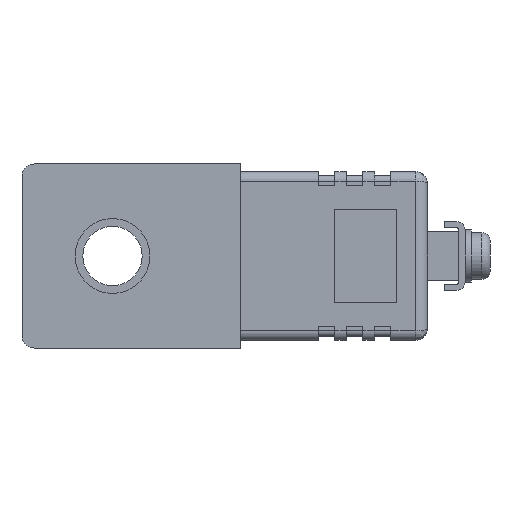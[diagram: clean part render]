
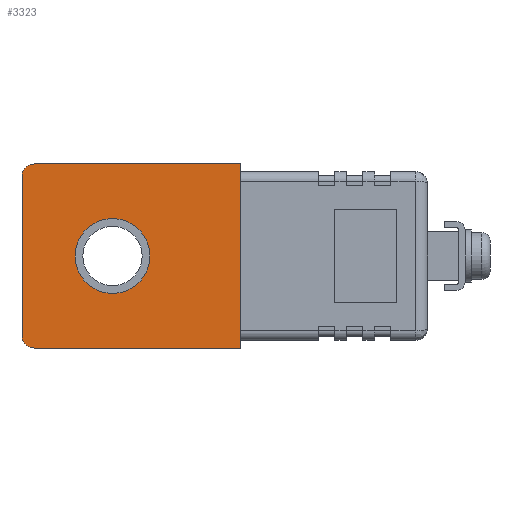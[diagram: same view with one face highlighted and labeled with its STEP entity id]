
A CAD part, front view. The second image highlights one B-rep face of the part: STEP entity #3323.
In plain terms, the highlighted planar face has unit normal (0, -1, 0).
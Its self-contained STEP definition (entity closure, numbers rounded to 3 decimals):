
#66 = FACE_OUTER_BOUND ( 'NONE', #5505, .T. ) ;
#264 = DIRECTION ( 'NONE',  ( 0., 0., -1. ) ) ;
#586 = CARTESIAN_POINT ( 'NONE',  ( -20.5, -15., -6. ) ) ;
#661 = DIRECTION ( 'NONE',  ( 0., 0., -1. ) ) ;
#688 = VERTEX_POINT ( 'NONE', #7134 ) ;
#707 = ORIENTED_EDGE ( 'NONE', *, *, #7223, .T. ) ;
#717 = ORIENTED_EDGE ( 'NONE', *, *, #5030, .F. ) ;
#819 = VECTOR ( 'NONE', #3441, 1000. ) ;
#874 = EDGE_CURVE ( 'NONE', #688, #4297, #2317, .T. ) ;
#909 = EDGE_CURVE ( 'NONE', #688, #6931, #2961, .T. ) ;
#1081 = ORIENTED_EDGE ( 'NONE', *, *, #909, .F. ) ;
#1083 = DIRECTION ( 'NONE',  ( 0., 0., -1. ) ) ;
#1225 = VERTEX_POINT ( 'NONE', #586 ) ;
#1640 = DIRECTION ( 'NONE',  ( 0., -1., 0. ) ) ;
#1664 = EDGE_CURVE ( 'NONE', #4297, #3747, #3205, .T. ) ;
#1788 = VERTEX_POINT ( 'NONE', #5028 ) ;
#1871 = CARTESIAN_POINT ( 'NONE',  ( -33.05, -15., -14.75 ) ) ;
#2317 = CIRCLE ( 'NONE', #4489, 1.95 ) ;
#2443 = FACE_BOUND ( 'NONE', #7718, .T. ) ;
#2611 = DIRECTION ( 'NONE',  ( 1., 0., 0. ) ) ;
#2703 = CARTESIAN_POINT ( 'NONE',  ( -20.5, -15., 0. ) ) ;
#2719 = CARTESIAN_POINT ( 'NONE',  ( -33.05, -15., 12.8 ) ) ;
#2776 = LINE ( 'NONE', #3162, #6511 ) ;
#2961 = LINE ( 'NONE', #5087, #3971 ) ;
#3109 = CARTESIAN_POINT ( 'NONE',  ( -35., -15., 14.75 ) ) ;
#3139 = CARTESIAN_POINT ( 'NONE',  ( -35., -15., 12.8 ) ) ;
#3162 = CARTESIAN_POINT ( 'NONE',  ( 0., -15., 14.75 ) ) ;
#3205 = LINE ( 'NONE', #3109, #5711 ) ;
#3323 = ADVANCED_FACE ( 'NONE', ( #2443, #66 ), #4161, .T. ) ;
#3420 = AXIS2_PLACEMENT_3D ( 'NONE', #3858, #5677, #264 ) ;
#3441 = DIRECTION ( 'NONE',  ( 1., 0., 0. ) ) ;
#3516 = EDGE_CURVE ( 'NONE', #1225, #1788, #4464, .T. ) ;
#3616 = ORIENTED_EDGE ( 'NONE', *, *, #3516, .F. ) ;
#3747 = VERTEX_POINT ( 'NONE', #4922 ) ;
#3858 = CARTESIAN_POINT ( 'NONE',  ( -33.05, -15., -12.8 ) ) ;
#3971 = VECTOR ( 'NONE', #2611, 1000. ) ;
#4161 = PLANE ( 'NONE',  #5171 ) ;
#4284 = EDGE_CURVE ( 'NONE', #6931, #4881, #2776, .T. ) ;
#4297 = VERTEX_POINT ( 'NONE', #3139 ) ;
#4308 = DIRECTION ( 'NONE',  ( 0., 0., -1. ) ) ;
#4394 = ORIENTED_EDGE ( 'NONE', *, *, #4652, .T. ) ;
#4464 = CIRCLE ( 'NONE', #5838, 6. ) ;
#4489 = AXIS2_PLACEMENT_3D ( 'NONE', #2719, #6861, #6892 ) ;
#4552 = DIRECTION ( 'NONE',  ( 0., 0., -1. ) ) ;
#4652 = EDGE_CURVE ( 'NONE', #3747, #4859, #6026, .T. ) ;
#4679 = DIRECTION ( 'NONE',  ( 0., -1., 0. ) ) ;
#4829 = ORIENTED_EDGE ( 'NONE', *, *, #4284, .F. ) ;
#4859 = VERTEX_POINT ( 'NONE', #1871 ) ;
#4881 = VERTEX_POINT ( 'NONE', #7297 ) ;
#4912 = CIRCLE ( 'NONE', #5331, 6. ) ;
#4922 = CARTESIAN_POINT ( 'NONE',  ( -35., -15., -12.8 ) ) ;
#5028 = CARTESIAN_POINT ( 'NONE',  ( -20.5, -15., 6. ) ) ;
#5030 = EDGE_CURVE ( 'NONE', #1788, #1225, #4912, .T. ) ;
#5087 = CARTESIAN_POINT ( 'NONE',  ( -35., -15., 14.75 ) ) ;
#5171 = AXIS2_PLACEMENT_3D ( 'NONE', #7728, #4679, #1083 ) ;
#5188 = CARTESIAN_POINT ( 'NONE',  ( -20.5, -15., 0. ) ) ;
#5331 = AXIS2_PLACEMENT_3D ( 'NONE', #5188, #1640, #7700 ) ;
#5505 = EDGE_LOOP ( 'NONE', ( #7419, #4394, #707, #4829, #1081, #7712 ) ) ;
#5677 = DIRECTION ( 'NONE',  ( 0., -1., 0. ) ) ;
#5711 = VECTOR ( 'NONE', #4308, 1000. ) ;
#5838 = AXIS2_PLACEMENT_3D ( 'NONE', #2703, #6302, #4552 ) ;
#5974 = CARTESIAN_POINT ( 'NONE',  ( 0., -15., 14.75 ) ) ;
#6026 = CIRCLE ( 'NONE', #3420, 1.95 ) ;
#6302 = DIRECTION ( 'NONE',  ( 0., -1., 0. ) ) ;
#6511 = VECTOR ( 'NONE', #661, 1000. ) ;
#6861 = DIRECTION ( 'NONE',  ( 0., -1., 0. ) ) ;
#6892 = DIRECTION ( 'NONE',  ( 0., 0., -1. ) ) ;
#6931 = VERTEX_POINT ( 'NONE', #5974 ) ;
#7023 = LINE ( 'NONE', #7054, #819 ) ;
#7054 = CARTESIAN_POINT ( 'NONE',  ( -35., -15., -14.75 ) ) ;
#7134 = CARTESIAN_POINT ( 'NONE',  ( -33.05, -15., 14.75 ) ) ;
#7223 = EDGE_CURVE ( 'NONE', #4859, #4881, #7023, .T. ) ;
#7297 = CARTESIAN_POINT ( 'NONE',  ( 0., -15., -14.75 ) ) ;
#7419 = ORIENTED_EDGE ( 'NONE', *, *, #1664, .T. ) ;
#7700 = DIRECTION ( 'NONE',  ( 0., 0., -1. ) ) ;
#7712 = ORIENTED_EDGE ( 'NONE', *, *, #874, .T. ) ;
#7718 = EDGE_LOOP ( 'NONE', ( #3616, #717 ) ) ;
#7728 = CARTESIAN_POINT ( 'NONE',  ( -35., -15., 14.75 ) ) ;
